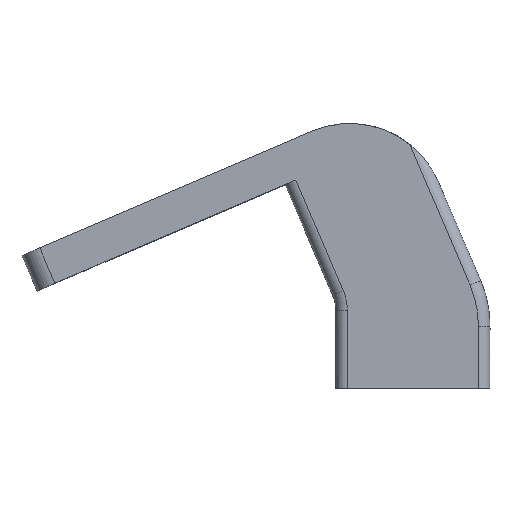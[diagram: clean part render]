
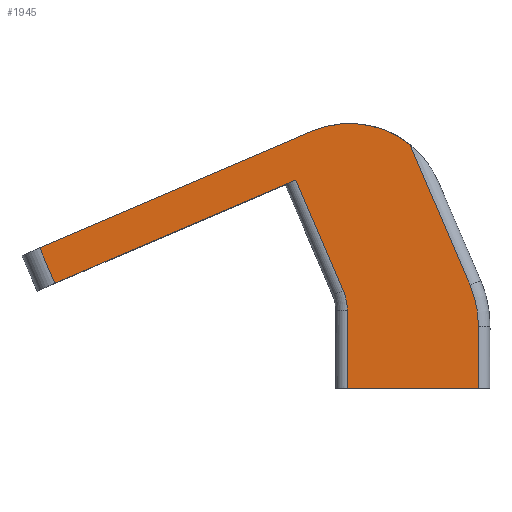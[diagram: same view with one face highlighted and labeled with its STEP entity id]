
A CAD part, top view. The second image highlights one B-rep face of the part: STEP entity #1945.
In plain terms, the highlighted planar face has unit normal (0, 0, 1).
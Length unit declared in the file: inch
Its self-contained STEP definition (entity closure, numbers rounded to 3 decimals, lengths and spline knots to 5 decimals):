
#40=PLANE('',#2102);
#87=LINE('',#3068,#234);
#104=LINE('',#3136,#251);
#113=LINE('',#3171,#260);
#114=LINE('',#3174,#261);
#115=LINE('',#3178,#262);
#116=LINE('',#3180,#263);
#117=LINE('',#3182,#264);
#118=LINE('',#3186,#265);
#234=VECTOR('',#2309,0.3937);
#251=VECTOR('',#2356,0.3937);
#260=VECTOR('',#2385,0.3937);
#261=VECTOR('',#2388,0.3937);
#262=VECTOR('',#2391,0.3937);
#263=VECTOR('',#2392,0.3937);
#264=VECTOR('',#2393,0.3937);
#265=VECTOR('',#2396,0.3937);
#431=FACE_OUTER_BOUND('',#551,.T.);
#551=EDGE_LOOP('',(#1407,#1408,#1409,#1410,#1411,#1412,#1413,#1414,#1415,
#1416,#1417));
#737=CIRCLE('',#2103,0.325);
#738=CIRCLE('',#2104,0.675);
#739=CIRCLE('',#2105,0.625);
#830=VERTEX_POINT('',#3065);
#831=VERTEX_POINT('',#3067);
#857=VERTEX_POINT('',#3133);
#858=VERTEX_POINT('',#3135);
#875=VERTEX_POINT('',#3173);
#876=VERTEX_POINT('',#3175);
#877=VERTEX_POINT('',#3177);
#878=VERTEX_POINT('',#3179);
#879=VERTEX_POINT('',#3181);
#880=VERTEX_POINT('',#3183);
#881=VERTEX_POINT('',#3185);
#1028=EDGE_CURVE('',#830,#831,#87,.T.);
#1059=EDGE_CURVE('',#857,#858,#104,.T.);
#1077=EDGE_CURVE('',#858,#830,#113,.T.);
#1078=EDGE_CURVE('',#875,#857,#114,.T.);
#1079=EDGE_CURVE('',#876,#875,#737,.T.);
#1080=EDGE_CURVE('',#877,#876,#115,.T.);
#1081=EDGE_CURVE('',#877,#878,#116,.T.);
#1082=EDGE_CURVE('',#879,#878,#117,.T.);
#1083=EDGE_CURVE('',#880,#879,#738,.T.);
#1084=EDGE_CURVE('',#881,#880,#118,.T.);
#1085=EDGE_CURVE('',#831,#881,#739,.T.);
#1407=ORIENTED_EDGE('',*,*,#1077,.F.);
#1408=ORIENTED_EDGE('',*,*,#1059,.F.);
#1409=ORIENTED_EDGE('',*,*,#1078,.F.);
#1410=ORIENTED_EDGE('',*,*,#1079,.F.);
#1411=ORIENTED_EDGE('',*,*,#1080,.F.);
#1412=ORIENTED_EDGE('',*,*,#1081,.T.);
#1413=ORIENTED_EDGE('',*,*,#1082,.F.);
#1414=ORIENTED_EDGE('',*,*,#1083,.F.);
#1415=ORIENTED_EDGE('',*,*,#1084,.F.);
#1416=ORIENTED_EDGE('',*,*,#1085,.F.);
#1417=ORIENTED_EDGE('',*,*,#1028,.F.);
#1945=ADVANCED_FACE('',(#431),#40,.T.);
#2102=AXIS2_PLACEMENT_3D('',#3172,#2386,#2387);
#2103=AXIS2_PLACEMENT_3D('',#3176,#2389,#2390);
#2104=AXIS2_PLACEMENT_3D('',#3184,#2394,#2395);
#2105=AXIS2_PLACEMENT_3D('',#3187,#2397,#2398);
#2309=DIRECTION('',(0.919,0.394,0.));
#2356=DIRECTION('',(-0.919,-0.394,0.));
#2385=DIRECTION('',(-0.394,0.919,0.));
#2386=DIRECTION('center_axis',(0.,0.,1.));
#2387=DIRECTION('ref_axis',(-1.,0.,0.));
#2388=DIRECTION('',(-0.394,0.919,0.));
#2389=DIRECTION('center_axis',(0.,0.,1.));
#2390=DIRECTION('ref_axis',(0.98,0.201,0.));
#2391=DIRECTION('',(0.,1.,0.));
#2392=DIRECTION('',(1.,0.,0.));
#2393=DIRECTION('',(0.,-1.,0.));
#2394=DIRECTION('center_axis',(0.,0.,-1.));
#2395=DIRECTION('ref_axis',(0.98,0.201,0.));
#2396=DIRECTION('',(0.394,-0.919,0.));
#2397=DIRECTION('center_axis',(0.,0.,-1.));
#2398=DIRECTION('ref_axis',(0.371,0.928,0.));
#3065=CARTESIAN_POINT('',(-2.41905,0.35251,0.5));
#3067=CARTESIAN_POINT('',(-0.65511,1.10854,0.5));
#3068=CARTESIAN_POINT('',(-0.08065,1.35475,0.5));
#3133=CARTESIAN_POINT('',(-0.75804,0.79243,0.5));
#3135=CARTESIAN_POINT('',(-2.32057,0.12273,0.5));
#3136=CARTESIAN_POINT('',(0.01784,1.12497,0.5));
#3171=CARTESIAN_POINT('',(-2.07949,-0.43976,0.5));
#3172=CARTESIAN_POINT('Origin',(0.5,0.,0.5));
#3173=CARTESIAN_POINT('',(-0.45128,0.07671,0.5));
#3174=CARTESIAN_POINT('',(-0.35347,-0.1515,0.5));
#3175=CARTESIAN_POINT('',(-0.425,-0.05132,0.5));
#3176=CARTESIAN_POINT('Origin',(-0.75,-0.05132,0.5));
#3177=CARTESIAN_POINT('',(-0.425,-0.55801,0.5));
#3178=CARTESIAN_POINT('',(-0.425,0.,0.5));
#3179=CARTESIAN_POINT('',(0.425,-0.55801,0.5));
#3180=CARTESIAN_POINT('',(-0.5,-0.55801,0.5));
#3181=CARTESIAN_POINT('',(0.425,-0.15395,0.5));
#3182=CARTESIAN_POINT('',(0.425,0.,0.5));
#3183=CARTESIAN_POINT('',(0.37042,0.11196,0.5));
#3184=CARTESIAN_POINT('Origin',(-0.25,-0.15395,0.5));
#3185=CARTESIAN_POINT('',(-0.02031,1.0236,0.5));
#3186=CARTESIAN_POINT('',(0.35347,0.1515,0.5));
#3187=CARTESIAN_POINT('Origin',(-0.40889,0.53408,0.5));
